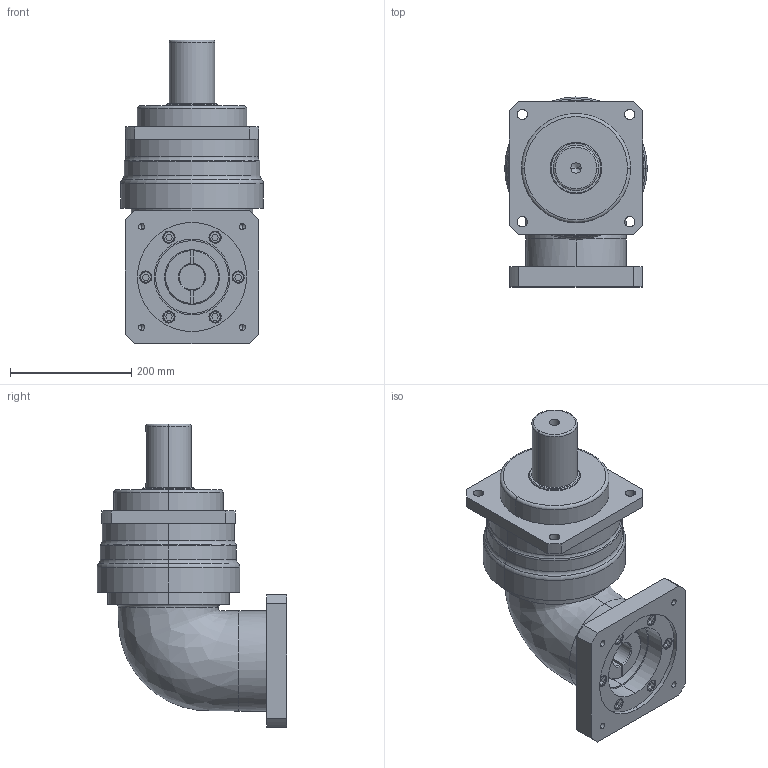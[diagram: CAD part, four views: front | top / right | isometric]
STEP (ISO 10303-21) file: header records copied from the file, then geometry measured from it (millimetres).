
FILE_DESCRIPTION (( 'STEP AP203' ), '1' );
FILE_NAME ('EVS210-L1-42-114.3-200.STEP', '2022-06-27T09:01:29', ( 'PC' ), ( 'Microsoft' ), 'SwSTEP 2.0', 'SolidWorks 2016', '' );
FILE_SCHEMA (( 'CONFIG_CONTROL_DESIGN' ));
Length unit declared in the file: millimetre
Products named in the file (1): EVS210-L1-42-114.3-200
Bounding box: 235 x 312.8 x 500.3 mm (x, y, z)
Volume: 13066147.1 mm3; surface area: 526288.6 mm2
Topology: 1 solids, 1 shells, 209 faces, 489 edges, 307 vertices
Faces by surface type: plane 86, cylinder 79, torus 24, cone 16, bspline 4
Entity records: 8217 total; most frequent: CARTESIAN_POINT 3246, DIRECTION 1083, ORIENTED_EDGE 958, EDGE_CURVE 479, AXIS2_PLACEMENT_3D 419, VERTEX_POINT 307, EDGE_LOOP 252, VECTOR 245
